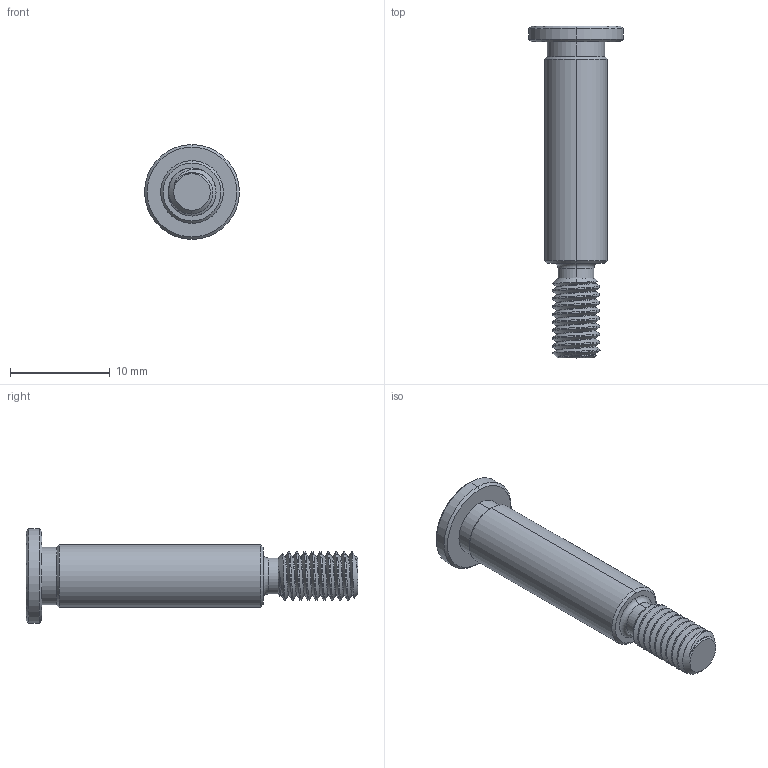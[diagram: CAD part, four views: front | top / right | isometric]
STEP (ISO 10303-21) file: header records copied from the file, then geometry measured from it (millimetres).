
FILE_DESCRIPTION (( 'STEP AP214' ), '1' );
FILE_NAME ('WCP-0474.STEP', '2022-01-07T22:25:17', ( '' ), ( '' ), 'SwSTEP 2.0', 'SolidWorks 2020', '' );
FILE_SCHEMA (( 'AUTOMOTIVE_DESIGN' ));
Length unit declared in the file: inch
Products named in the file (1): WCP-0474
Bounding box: 9.53 x 33.34 x 9.53 mm (x, y, z)
Volume: 909.5 mm3; surface area: 845.8 mm2
Topology: 1 solids, 1 shells, 65 faces, 151 edges, 93 vertices
Faces by surface type: cylinder 27, cone 20, plane 13, bspline 3, torus 2
Entity records: 3601 total; most frequent: CARTESIAN_POINT 2213, ORIENTED_EDGE 302, DIRECTION 262, EDGE_CURVE 151, AXIS2_PLACEMENT_3D 105, VERTEX_POINT 93, EDGE_LOOP 70, FACE_OUTER_BOUND 65
